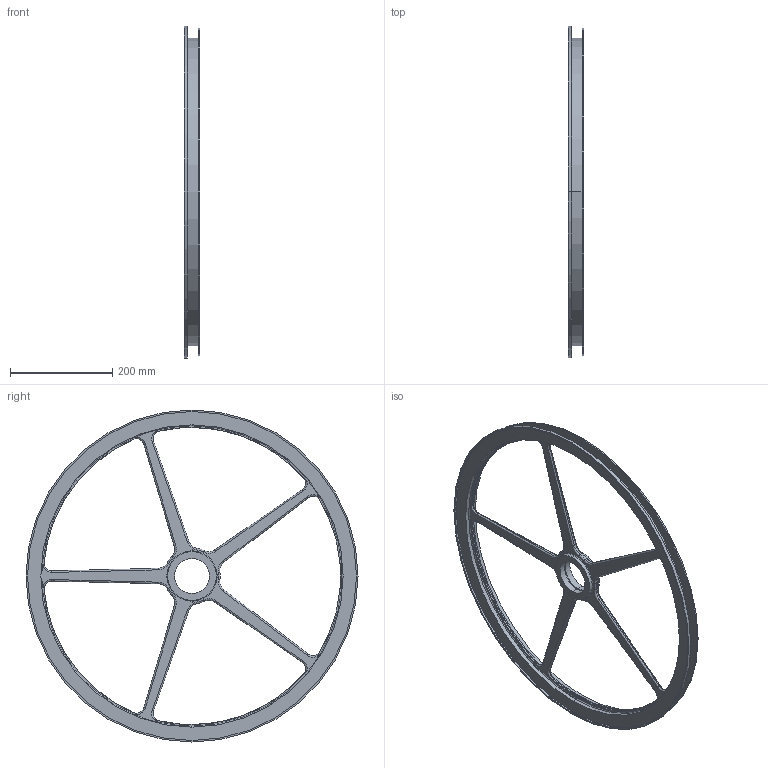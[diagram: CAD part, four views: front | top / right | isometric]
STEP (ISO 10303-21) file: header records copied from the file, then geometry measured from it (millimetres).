
FILE_DESCRIPTION (( 'STEP AP214' ), '1' );
FILE_NAME ('3-400312-00_3366.STEP', '2018-01-11T14:58:09', ( '' ), ( '' ), 'SwSTEP 2.0', 'SolidWorks 2017', '' );
FILE_SCHEMA (( 'AUTOMOTIVE_DESIGN' ));
Length unit declared in the file: millimetre
Products named in the file (1): 3-400312-00_3366
Bounding box: 30 x 648 x 648 mm (x, y, z)
Volume: 922360.9 mm3; surface area: 412301.1 mm2
Topology: 1 solids, 1 shells, 216 faces, 532 edges, 313 vertices
Faces by surface type: bspline 80, cylinder 57, cone 32, torus 30, plane 17
Entity records: 11287 total; most frequent: CARTESIAN_POINT 6718, ORIENTED_EDGE 1064, DIRECTION 835, EDGE_CURVE 532, AXIS2_PLACEMENT_3D 378, VERTEX_POINT 313, CIRCLE 241, EDGE_LOOP 223
